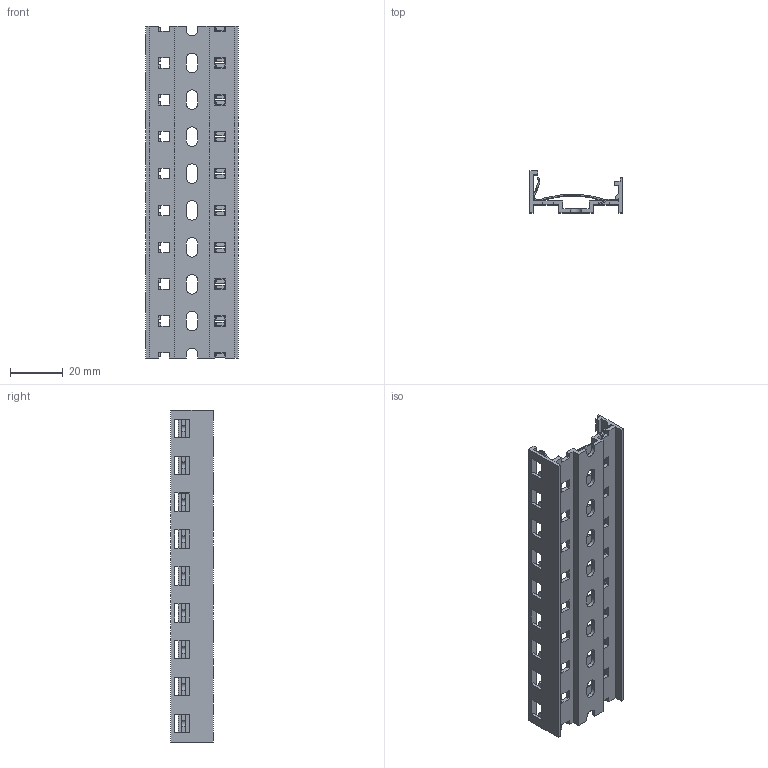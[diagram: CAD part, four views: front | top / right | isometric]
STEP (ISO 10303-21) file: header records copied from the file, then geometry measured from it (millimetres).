
FILE_DESCRIPTION((''),'2;1');
FILE_NAME('31770109000RAI','2020-02-03T',('presta_be4'),(''),'CREO PARAMETRIC BY PTC INC, 2018360','CREO PARAMETRIC BY PTC INC, 2018360','');
FILE_SCHEMA(('CONFIG_CONTROL_DESIGN'));
Length unit declared in the file: millimetre
Products named in the file (1): 31770109000RAI
Bounding box: 35 x 16 x 126 mm (x, y, z)
Volume: 12678.7 mm3; surface area: 23365.1 mm2
Topology: 1 solids, 1 shells, 1045 faces, 3243 edges, 2153 vertices
Faces by surface type: plane 601, cylinder 444
Entity records: 43060 total; most frequent: CARTESIAN_POINT 13853, ORIENTED_EDGE 6486, DIRECTION 5754, EDGE_CURVE 3243, VECTOR 2158, LINE 2158, VERTEX_POINT 2153, AXIS2_PLACEMENT_3D 1798
